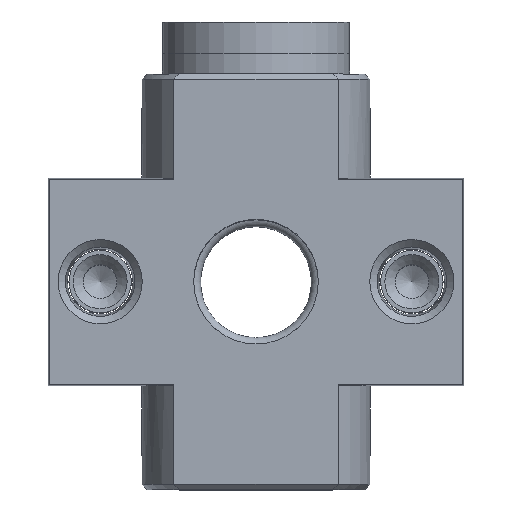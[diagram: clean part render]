
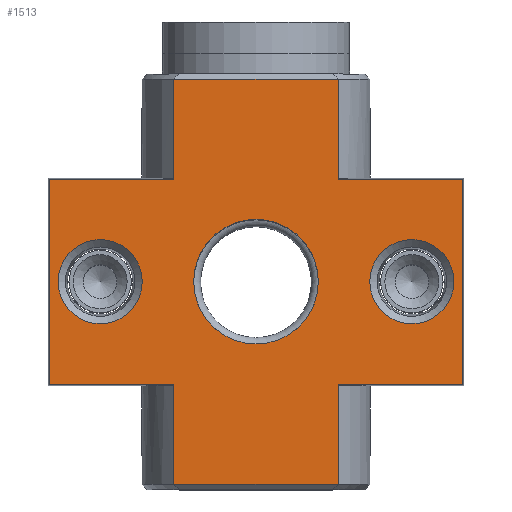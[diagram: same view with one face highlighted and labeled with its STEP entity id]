
A CAD part, top view. The second image highlights one B-rep face of the part: STEP entity #1513.
In plain terms, the highlighted planar face has unit normal (0, 0, 1).
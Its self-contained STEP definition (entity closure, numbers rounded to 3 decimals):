
#105=LINE('',#2401,#211);
#109=LINE('',#2412,#215);
#113=LINE('',#2423,#219);
#115=LINE('',#2428,#221);
#134=LINE('',#2527,#240);
#135=LINE('',#2533,#241);
#136=LINE('',#2535,#242);
#137=LINE('',#2537,#243);
#138=LINE('',#2538,#244);
#139=LINE('',#2540,#245);
#140=LINE('',#2542,#246);
#141=LINE('',#2543,#247);
#211=VECTOR('',#1868,1000.);
#215=VECTOR('',#1878,1000.);
#219=VECTOR('',#1886,1000.);
#221=VECTOR('',#1890,1000.);
#240=VECTOR('',#1955,1000.);
#241=VECTOR('',#1962,1000.);
#242=VECTOR('',#1963,1000.);
#243=VECTOR('',#1964,1000.);
#244=VECTOR('',#1965,1000.);
#245=VECTOR('',#1966,1000.);
#246=VECTOR('',#1967,1000.);
#247=VECTOR('',#1968,1000.);
#318=PLANE('',#1697);
#466=ORIENTED_EDGE('',*,*,#763,.T.);
#467=ORIENTED_EDGE('',*,*,#829,.F.);
#468=ORIENTED_EDGE('',*,*,#830,.F.);
#469=ORIENTED_EDGE('',*,*,#831,.T.);
#470=ORIENTED_EDGE('',*,*,#832,.T.);
#471=ORIENTED_EDGE('',*,*,#833,.T.);
#472=ORIENTED_EDGE('',*,*,#788,.T.);
#473=ORIENTED_EDGE('',*,*,#828,.T.);
#474=ORIENTED_EDGE('',*,*,#777,.F.);
#475=ORIENTED_EDGE('',*,*,#834,.T.);
#476=ORIENTED_EDGE('',*,*,#835,.F.);
#477=ORIENTED_EDGE('',*,*,#836,.T.);
#478=ORIENTED_EDGE('',*,*,#783,.F.);
#479=ORIENTED_EDGE('',*,*,#837,.F.);
#480=ORIENTED_EDGE('',*,*,#790,.T.);
#763=EDGE_CURVE('',#955,#955,#1096,.T.);
#777=EDGE_CURVE('',#968,#970,#105,.T.);
#783=EDGE_CURVE('',#973,#972,#109,.T.);
#788=EDGE_CURVE('',#975,#978,#113,.T.);
#790=EDGE_CURVE('',#981,#979,#115,.T.);
#828=EDGE_CURVE('',#978,#970,#134,.T.);
#829=EDGE_CURVE('',#1006,#1006,#1105,.T.);
#830=EDGE_CURVE('',#1007,#1007,#1106,.T.);
#831=EDGE_CURVE('',#979,#1008,#135,.T.);
#832=EDGE_CURVE('',#1008,#1009,#136,.T.);
#833=EDGE_CURVE('',#1009,#975,#137,.T.);
#834=EDGE_CURVE('',#968,#1010,#138,.T.);
#835=EDGE_CURVE('',#1011,#1010,#139,.T.);
#836=EDGE_CURVE('',#1011,#972,#140,.T.);
#837=EDGE_CURVE('',#981,#973,#141,.T.);
#955=VERTEX_POINT('',#2316);
#968=VERTEX_POINT('',#2399);
#970=VERTEX_POINT('',#2402);
#972=VERTEX_POINT('',#2408);
#973=VERTEX_POINT('',#2411);
#975=VERTEX_POINT('',#2416);
#978=VERTEX_POINT('',#2422);
#979=VERTEX_POINT('',#2426);
#981=VERTEX_POINT('',#2429);
#1006=VERTEX_POINT('',#2530);
#1007=VERTEX_POINT('',#2532);
#1008=VERTEX_POINT('',#2534);
#1009=VERTEX_POINT('',#2536);
#1010=VERTEX_POINT('',#2539);
#1011=VERTEX_POINT('',#2541);
#1096=CIRCLE('',#1662,6.);
#1105=CIRCLE('',#1698,4.05);
#1106=CIRCLE('',#1699,4.05);
#1179=EDGE_LOOP('',(#466));
#1180=EDGE_LOOP('',(#467));
#1181=EDGE_LOOP('',(#468));
#1182=EDGE_LOOP('',(#469,#470,#471,#472,#473,#474,#475,#476,#477,#478,#479,
#480));
#1337=FACE_BOUND('',#1179,.T.);
#1338=FACE_BOUND('',#1180,.T.);
#1339=FACE_BOUND('',#1181,.T.);
#1340=FACE_BOUND('',#1182,.T.);
#1513=ADVANCED_FACE('',(#1337,#1338,#1339,#1340),#318,.F.);
#1662=AXIS2_PLACEMENT_3D('',#2315,#1847,#1848);
#1697=AXIS2_PLACEMENT_3D('',#2528,#1956,#1957);
#1698=AXIS2_PLACEMENT_3D('',#2529,#1958,#1959);
#1699=AXIS2_PLACEMENT_3D('',#2531,#1960,#1961);
#1847=DIRECTION('',(0.,0.,-1.));
#1848=DIRECTION('',(-1.,0.,0.));
#1868=DIRECTION('',(-1.,0.,0.));
#1878=DIRECTION('',(-1.,0.,0.));
#1886=DIRECTION('',(-1.,0.,0.));
#1890=DIRECTION('',(-1.,0.,0.));
#1955=DIRECTION('',(0.,-1.,0.));
#1956=DIRECTION('',(0.,0.,-1.));
#1957=DIRECTION('',(-1.,0.,0.));
#1958=DIRECTION('',(0.,0.,1.));
#1959=DIRECTION('',(1.,0.,0.));
#1960=DIRECTION('',(0.,0.,1.));
#1961=DIRECTION('',(1.,0.,0.));
#1962=DIRECTION('',(0.,1.,0.));
#1963=DIRECTION('',(-1.,0.,0.));
#1964=DIRECTION('',(0.,-1.,0.));
#1965=DIRECTION('',(0.,-1.,0.));
#1966=DIRECTION('',(-1.,0.,0.));
#1967=DIRECTION('',(0.,1.,0.));
#1968=DIRECTION('',(0.,-1.,0.));
#2315=CARTESIAN_POINT('',(0.,0.,15.));
#2316=CARTESIAN_POINT('',(-6.,0.,15.));
#2399=CARTESIAN_POINT('',(-7.9,-9.869,15.));
#2401=CARTESIAN_POINT('',(33.,-9.869,15.));
#2402=CARTESIAN_POINT('',(-19.869,-9.869,15.));
#2408=CARTESIAN_POINT('',(7.9,-9.869,15.));
#2411=CARTESIAN_POINT('',(19.869,-9.869,15.));
#2412=CARTESIAN_POINT('',(33.,-9.869,15.));
#2416=CARTESIAN_POINT('',(-7.9,9.869,15.));
#2422=CARTESIAN_POINT('',(-19.869,9.869,15.));
#2423=CARTESIAN_POINT('',(33.,9.869,15.));
#2426=CARTESIAN_POINT('',(7.9,9.869,15.));
#2428=CARTESIAN_POINT('',(33.,9.869,15.));
#2429=CARTESIAN_POINT('',(19.869,9.869,15.));
#2527=CARTESIAN_POINT('',(-19.869,10.,15.));
#2528=CARTESIAN_POINT('',(-19.869,10.,15.));
#2529=CARTESIAN_POINT('',(15.,0.,15.));
#2530=CARTESIAN_POINT('',(19.05,0.,15.));
#2531=CARTESIAN_POINT('',(-15.,0.,15.));
#2532=CARTESIAN_POINT('',(-10.95,0.,15.));
#2533=CARTESIAN_POINT('',(7.9,-19.5,15.));
#2534=CARTESIAN_POINT('',(7.9,19.5,15.));
#2535=CARTESIAN_POINT('',(20.,19.5,15.));
#2536=CARTESIAN_POINT('',(-7.9,19.5,15.));
#2537=CARTESIAN_POINT('',(-7.9,19.5,15.));
#2538=CARTESIAN_POINT('',(-7.9,19.5,15.));
#2539=CARTESIAN_POINT('',(-7.9,-19.5,15.));
#2540=CARTESIAN_POINT('',(20.,-19.5,15.));
#2541=CARTESIAN_POINT('',(7.9,-19.5,15.));
#2542=CARTESIAN_POINT('',(7.9,-19.5,15.));
#2543=CARTESIAN_POINT('',(19.869,10.,15.));
